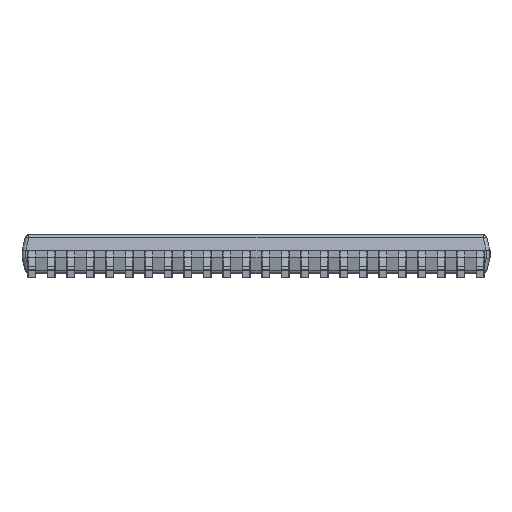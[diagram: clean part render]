
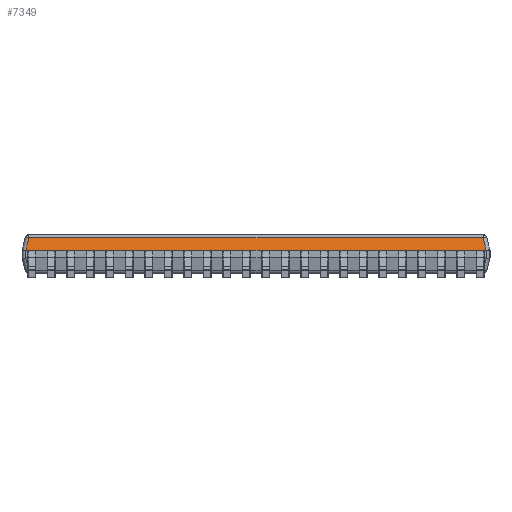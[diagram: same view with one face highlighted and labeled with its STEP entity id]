
A CAD part, left-side view. The second image highlights one B-rep face of the part: STEP entity #7349.
In plain terms, the highlighted planar face has unit normal (-0.97, 0, 0.242).
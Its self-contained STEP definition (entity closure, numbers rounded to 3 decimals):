
#1417 = ORIENTED_EDGE ( 'NONE', *, *, #109461, .F. ) ;
#1773 = CARTESIAN_POINT ( 'NONE',  ( -9.2, 5.9, 0.7 ) ) ;
#5423 = EDGE_CURVE ( 'NONE', #17638, #105285, #86006, .T. ) ;
#5521 = CARTESIAN_POINT ( 'NONE',  ( -9.2, 5.903, 0.7 ) ) ;
#7349 = ADVANCED_FACE ( 'NONE', ( #113426 ), #28748, .T. ) ;
#9420 =( BOUNDED_CURVE ( )  B_SPLINE_CURVE ( 3, ( #41155, #51002, #51645, #88748 ),
 .UNSPECIFIED., .F., .F. ) 
 B_SPLINE_CURVE_WITH_KNOTS ( ( 4, 4 ),
 ( 0., 0.029 ),
 .UNSPECIFIED. ) 
 CURVE ( )  GEOMETRIC_REPRESENTATION_ITEM ( )  RATIONAL_B_SPLINE_CURVE ( ( 1., 1., 1., 1. ) ) 
 REPRESENTATION_ITEM ( '' )  );
#9624 = AXIS2_PLACEMENT_3D ( 'NONE', #122143, #103554, #17663 ) ;
#16537 = CARTESIAN_POINT ( 'NONE',  ( -9.2, 5.9, 0.7 ) ) ;
#16809 = EDGE_CURVE ( 'NONE', #42935, #120659, #39558, .T. ) ;
#17638 = VERTEX_POINT ( 'NONE', #5521 ) ;
#17663 = DIRECTION ( 'NONE',  ( 0., 1., 0. ) ) ;
#18326 = ORIENTED_EDGE ( 'NONE', *, *, #5423, .T. ) ;
#18392 = VERTEX_POINT ( 'NONE', #110726 ) ;
#18699 = EDGE_CURVE ( 'NONE', #120659, #17638, #91375, .T. ) ;
#24668 = CARTESIAN_POINT ( 'NONE',  ( -8.778, 5.481, 2.39 ) ) ;
#24756 = CARTESIAN_POINT ( 'NONE',  ( -9.2, 6., 0.7 ) ) ;
#25104 = ORIENTED_EDGE ( 'NONE', *, *, #18699, .T. ) ;
#28748 = PLANE ( 'NONE',  #9624 ) ;
#29498 = CARTESIAN_POINT ( 'NONE',  ( -9.119, 5.822, 1.024 ) ) ;
#34028 = LINE ( 'NONE', #24756, #90126 ) ;
#34533 = ORIENTED_EDGE ( 'NONE', *, *, #120761, .T. ) ;
#39558 = LINE ( 'NONE', #97665, #104796 ) ;
#41155 = CARTESIAN_POINT ( 'NONE',  ( -9.2, -5.9, 0.7 ) ) ;
#42486 = CARTESIAN_POINT ( 'NONE',  ( -9.2, 5.901, 0.7 ) ) ;
#42935 = VERTEX_POINT ( 'NONE', #63313 ) ;
#43795 = DIRECTION ( 'NONE',  ( -0.236, 0.236, -0.943 ) ) ;
#45581 = ORIENTED_EDGE ( 'NONE', *, *, #71503, .T. ) ;
#48839 = DIRECTION ( 'NONE',  ( 0., 1., 0. ) ) ;
#51002 = CARTESIAN_POINT ( 'NONE',  ( -9.2, -5.901, 0.7 ) ) ;
#51645 = CARTESIAN_POINT ( 'NONE',  ( -9.2, -5.902, 0.7 ) ) ;
#63313 = CARTESIAN_POINT ( 'NONE',  ( -9.119, -5.822, 1.024 ) ) ;
#71503 = EDGE_CURVE ( 'NONE', #18392, #42935, #73779, .T. ) ;
#71703 = DIRECTION ( 'NONE',  ( 0., 1., 0. ) ) ;
#72759 = CARTESIAN_POINT ( 'NONE',  ( -9.2, 5.902, 0.7 ) ) ;
#73779 = LINE ( 'NONE', #101056, #83483 ) ;
#83483 = VECTOR ( 'NONE', #102257, 1000. ) ;
#86006 =( BOUNDED_CURVE ( )  B_SPLINE_CURVE ( 3, ( #116778, #72759, #42486, #16537 ),
 .UNSPECIFIED., .F., .F. ) 
 B_SPLINE_CURVE_WITH_KNOTS ( ( 4, 4 ),
 ( 6.254, 6.283 ),
 .UNSPECIFIED. ) 
 CURVE ( )  GEOMETRIC_REPRESENTATION_ITEM ( )  RATIONAL_B_SPLINE_CURVE ( ( 1., 1., 1., 1. ) ) 
 REPRESENTATION_ITEM ( '' )  );
#88748 = CARTESIAN_POINT ( 'NONE',  ( -9.2, -5.903, 0.7 ) ) ;
#90126 = VECTOR ( 'NONE', #71703, 1000. ) ;
#91313 = ORIENTED_EDGE ( 'NONE', *, *, #16809, .T. ) ;
#91375 = LINE ( 'NONE', #24668, #91585 ) ;
#91585 = VECTOR ( 'NONE', #43795, 1000. ) ;
#97665 = CARTESIAN_POINT ( 'NONE',  ( -9.119, 0., 1.024 ) ) ;
#101056 = CARTESIAN_POINT ( 'NONE',  ( -8.778, -5.481, 2.39 ) ) ;
#102257 = DIRECTION ( 'NONE',  ( 0.236, 0.236, 0.943 ) ) ;
#103554 = DIRECTION ( 'NONE',  ( -0.97, 0., 0.243 ) ) ;
#104796 = VECTOR ( 'NONE', #48839, 1000. ) ;
#105285 = VERTEX_POINT ( 'NONE', #1773 ) ;
#109461 = EDGE_CURVE ( 'NONE', #115256, #105285, #34028, .T. ) ;
#110726 = CARTESIAN_POINT ( 'NONE',  ( -9.2, -5.903, 0.7 ) ) ;
#112642 = EDGE_LOOP ( 'NONE', ( #25104, #18326, #1417, #34533, #45581, #91313 ) ) ;
#113426 = FACE_OUTER_BOUND ( 'NONE', #112642, .T. ) ;
#115256 = VERTEX_POINT ( 'NONE', #119851 ) ;
#116778 = CARTESIAN_POINT ( 'NONE',  ( -9.2, 5.903, 0.7 ) ) ;
#119851 = CARTESIAN_POINT ( 'NONE',  ( -9.2, -5.9, 0.7 ) ) ;
#120659 = VERTEX_POINT ( 'NONE', #29498 ) ;
#120761 = EDGE_CURVE ( 'NONE', #115256, #18392, #9420, .T. ) ;
#122143 = CARTESIAN_POINT ( 'NONE',  ( -9.1, 0., 1.1 ) ) ;
